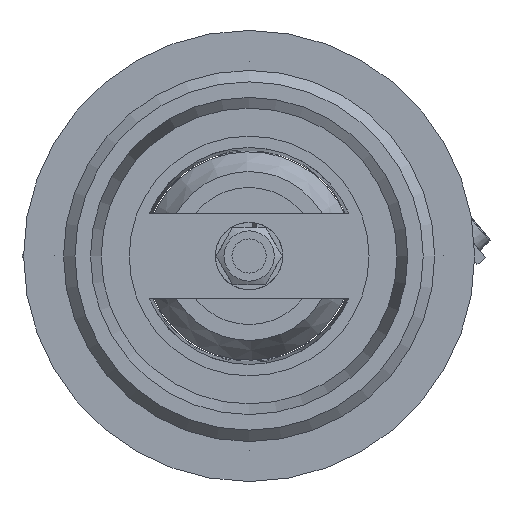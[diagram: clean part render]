
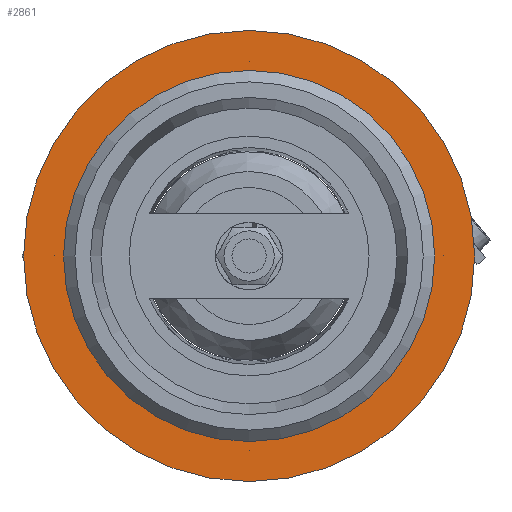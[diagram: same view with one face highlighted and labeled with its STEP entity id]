
A CAD part, left-side view. The second image highlights one B-rep face of the part: STEP entity #2861.
In plain terms, the highlighted planar face has unit normal (-1, 0, 0).
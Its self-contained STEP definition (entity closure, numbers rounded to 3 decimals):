
#2830=CARTESIAN_POINT('',(18.,39.5,0.0));
#2831=VERTEX_POINT('',#2830);
#2832=CARTESIAN_POINT('',(18.,0.0,0.0));
#2833=DIRECTION('',(1.0,0.0,0.0));
#2834=DIRECTION('',(0.0,1.0,0.0));
#2835=AXIS2_PLACEMENT_3D('',#2832,#2833,#2834);
#2836=CIRCLE('',#2835,39.5);
#2837=EDGE_CURVE('',#2831,#2831,#2836,.T.);
#2842=CARTESIAN_POINT('',(18.,35.0,0.0));
#2843=DIRECTION('',(-1.0,0.0,0.0));
#2844=DIRECTION('',(0.0,0.0,1.0));
#2845=AXIS2_PLACEMENT_3D('',#2842,#2843,#2844);
#2846=PLANE('',#2845);
#2847=ORIENTED_EDGE('',*,*,#2837,.F.);
#2848=EDGE_LOOP('',(#2847));
#2849=FACE_OUTER_BOUND('',#2848,.T.);
#2850=CARTESIAN_POINT('',(18.,30.5,0.0));
#2851=VERTEX_POINT('',#2850);
#2852=CARTESIAN_POINT('',(18.,0.0,0.0));
#2853=DIRECTION('',(1.0,0.0,0.0));
#2854=DIRECTION('',(0.0,1.0,0.0));
#2855=AXIS2_PLACEMENT_3D('',#2852,#2853,#2854);
#2856=CIRCLE('',#2855,30.5);
#2857=EDGE_CURVE('',#2851,#2851,#2856,.T.);
#2858=ORIENTED_EDGE('',*,*,#2857,.T.);
#2859=EDGE_LOOP('',(#2858));
#2860=FACE_BOUND('',#2859,.T.);
#2861=ADVANCED_FACE('',(#2849,#2860),#2846,.T.);
